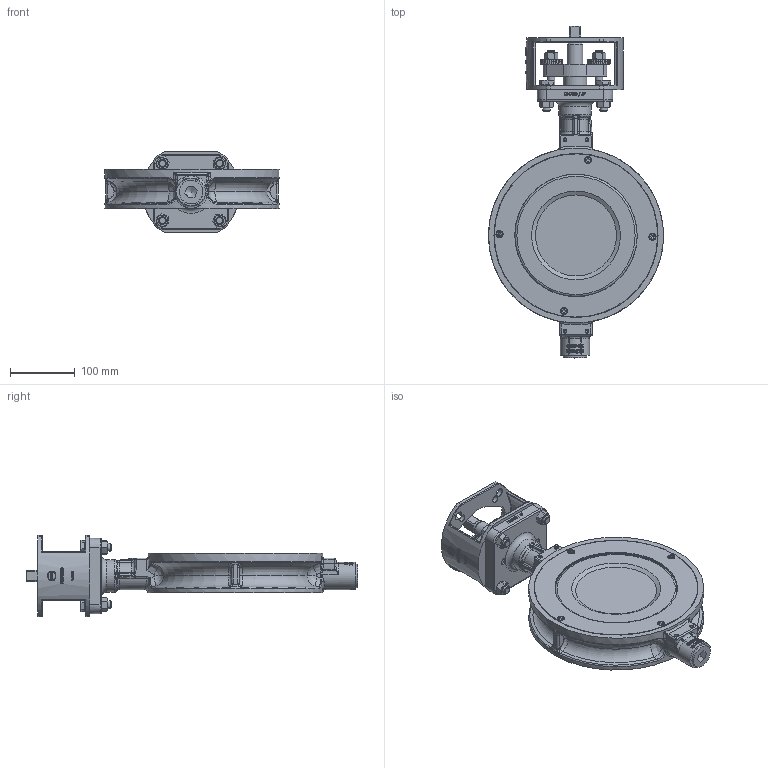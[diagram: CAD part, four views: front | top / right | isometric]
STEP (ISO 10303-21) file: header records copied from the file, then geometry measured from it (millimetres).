
FILE_DESCRIPTION(/* description */ (''),/* implementation_level */ '2;1');
FILE_NAME(/* name */ 'HP111 DN200 PN10-40,ASME.stp',/* time_stamp */ '2016-10-24T13:34:37+02:00',/* author */ ('Hellwig'),/* organization */ (''),/* preprocessor_version */ 'ST-DEVELOPER v15.6',/* originating_system */ 'Autodesk Inventor 2015',/* authorisation */ '');
FILE_SCHEMA (('AUTOMOTIVE_DESIGN { 1 0 10303 214 3 1 1 }'));
Products named in the file (1): M39878
Bounding box: 270 x 512.2 x 125 mm (x, y, z)
Volume: 9417.8 mm3; surface area: 569918.7 mm2
Topology: 23 solids, 25 shells, 2039 faces, 5070 edges, 3152 vertices
Faces by surface type: plane 721, bspline 599, cylinder 422, cone 157, torus 136, sphere 4
Full cylindrical faces by diameter (mm): 4.917 x8, 6 x4, 6.6 x4, 10 x6, 10.106 x2, 10.2 x2, 11 x4, 11.053 x4, 11.267 x2, 12 x14, 12.3 x12, 13 x2, 14 x4, 17.2 x4, 21.5 x1, 24 x2, 24.05 x4, 24.1 x1, 24.2 x4, 26 x1, 27.2 x1, 27.3 x2, 27.35 x2, 28 x1, 28.376 x1, 30 x1, 33.4 x2, 34 x12, 35.8 x1, 35.9 x1
Entity records: 103764 total; most frequent: CARTESIAN_POINT 58583, ORIENTED_EDGE 9342, DIRECTION 7570, EDGE_CURVE 4658, VERTEX_POINT 3064, AXIS2_PLACEMENT_3D 2951, EDGE_LOOP 2509, FACE_OUTER_BOUND 2039
